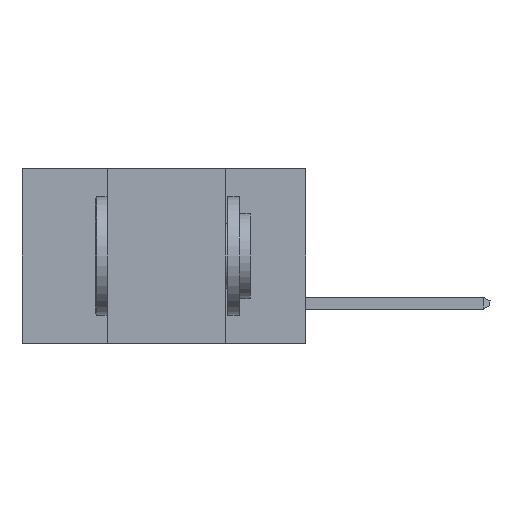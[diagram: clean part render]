
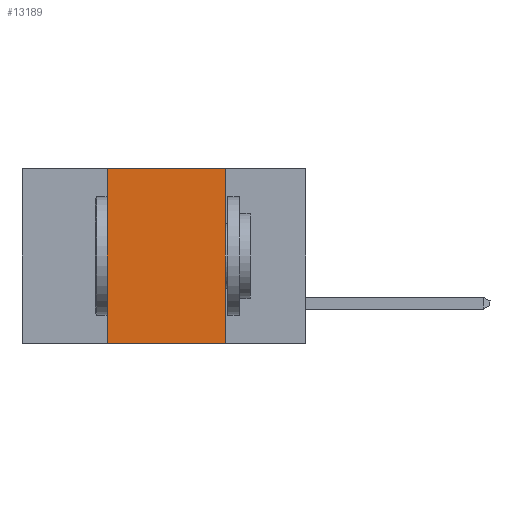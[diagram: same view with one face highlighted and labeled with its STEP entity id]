
A CAD part, left-side view. The second image highlights one B-rep face of the part: STEP entity #13189.
In plain terms, the highlighted planar face has unit normal (-1, 0, 0).
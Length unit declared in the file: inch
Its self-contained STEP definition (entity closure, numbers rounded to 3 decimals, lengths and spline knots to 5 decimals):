
#75 = CARTESIAN_POINT ( 'NONE',  ( 0., 0.6, 0. ) ) ;
#88 = CARTESIAN_POINT ( 'NONE',  ( 0., 0.17, 0. ) ) ;
#1094 = VECTOR ( 'NONE', #19277, 39.37008 ) ;
#3100 = DIRECTION ( 'NONE',  ( 0., 0., 1. ) ) ;
#3900 = DIRECTION ( 'NONE',  ( 0., -1., 0. ) ) ;
#4039 = AXIS2_PLACEMENT_3D ( 'NONE', #13526, #23087, #25151 ) ;
#4487 = DIRECTION ( 'NONE',  ( 0., -1., 0. ) ) ;
#5843 = EDGE_LOOP ( 'NONE', ( #8569, #13958, #14848, #24813 ) ) ;
#7542 = LINE ( 'NONE', #18587, #15488 ) ;
#8569 = ORIENTED_EDGE ( 'NONE', *, *, #24290, .F. ) ;
#8681 = LINE ( 'NONE', #13391, #1094 ) ;
#8956 = PLANE ( 'NONE',  #4039 ) ;
#9070 = CARTESIAN_POINT ( 'NONE',  ( 0., 0.6, -0.37 ) ) ;
#9472 = VERTEX_POINT ( 'NONE', #21768 ) ;
#9739 = EDGE_CURVE ( 'NONE', #17838, #12555, #7542, .T. ) ;
#11681 = LINE ( 'NONE', #75, #12308 ) ;
#12308 = VECTOR ( 'NONE', #3900, 39.37008 ) ;
#12555 = VERTEX_POINT ( 'NONE', #22284 ) ;
#13189 = ADVANCED_FACE ( 'NONE', ( #13652 ), #8956, .F. ) ;
#13391 = CARTESIAN_POINT ( 'NONE',  ( 0., 0.17, 0. ) ) ;
#13526 = CARTESIAN_POINT ( 'NONE',  ( 0., 0.6, 0. ) ) ;
#13621 = EDGE_CURVE ( 'NONE', #17838, #9472, #20951, .T. ) ;
#13652 = FACE_OUTER_BOUND ( 'NONE', #5843, .T. ) ;
#13958 = ORIENTED_EDGE ( 'NONE', *, *, #24477, .F. ) ;
#14848 = ORIENTED_EDGE ( 'NONE', *, *, #9739, .F. ) ;
#15488 = VECTOR ( 'NONE', #3100, 39.37008 ) ;
#17838 = VERTEX_POINT ( 'NONE', #21707 ) ;
#18587 = CARTESIAN_POINT ( 'NONE',  ( 0., 0.42, 0. ) ) ;
#19277 = DIRECTION ( 'NONE',  ( 0., 0., -1. ) ) ;
#20951 = LINE ( 'NONE', #9070, #25255 ) ;
#21707 = CARTESIAN_POINT ( 'NONE',  ( 0., 0.42, -0.37 ) ) ;
#21768 = CARTESIAN_POINT ( 'NONE',  ( 0., 0.17, -0.37 ) ) ;
#22284 = CARTESIAN_POINT ( 'NONE',  ( 0., 0.42, 0. ) ) ;
#23087 = DIRECTION ( 'NONE',  ( 1., 0., 0. ) ) ;
#23723 = VERTEX_POINT ( 'NONE', #88 ) ;
#24290 = EDGE_CURVE ( 'NONE', #23723, #9472, #8681, .T. ) ;
#24477 = EDGE_CURVE ( 'NONE', #12555, #23723, #11681, .T. ) ;
#24813 = ORIENTED_EDGE ( 'NONE', *, *, #13621, .T. ) ;
#25151 = DIRECTION ( 'NONE',  ( 0., 0., -1. ) ) ;
#25255 = VECTOR ( 'NONE', #4487, 39.37008 ) ;
